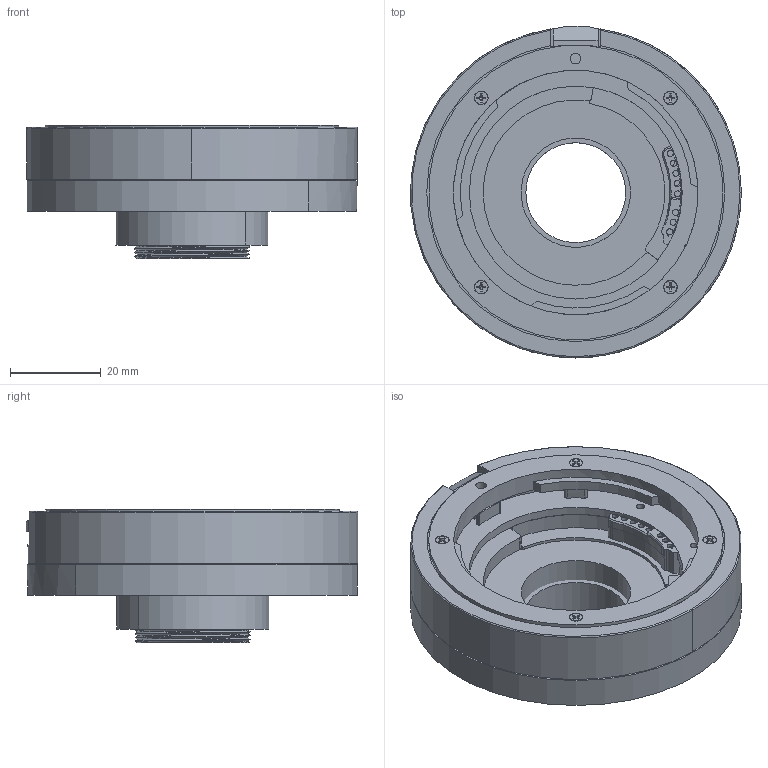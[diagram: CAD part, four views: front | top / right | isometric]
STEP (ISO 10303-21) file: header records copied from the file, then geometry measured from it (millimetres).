
FILE_DESCRIPTION(/* description */ ('Alibre Inc.'),/* implementation_level */ '2;1');
FILE_NAME(/* name */ 'export-71E600DD-028F-40C1-ADCB-F65A6E6A8D5C',/* time_stamp */ '2023-03-02T15:58:03-05:00',/* author */ (''),/* organization */ (''),/* preprocessor_version */ 'ST-DEVELOPER v17',/* originating_system */ 'Alibre',/* authorisation */ '');
FILE_SCHEMA (('CONFIG_CONTROL_DESIGN'));
Length unit declared in the file: inch
Bounding box: 72.9 x 73.25 x 29.47 mm (x, y, z)
Volume: 43965.7 mm3; surface area: 31939.3 mm2
Topology: 14 solids, 14 shells, 1432 faces, 4152 edges, 2755 vertices
Faces by surface type: cylinder 926, plane 271, cone 193, bspline 39, torus 3
Full cylindrical faces by diameter (mm): 1.094 x184, 1.181 x4, 1.727 x4, 2.337 x1, 2.667 x1, 3.048 x4, 22.047 x1, 54 x1, 56 x1, 63.449 x1, 65.024 x1
Entity records: 36760 total; most frequent: CARTESIAN_POINT 19200, ORIENTED_EDGE 4020, DIRECTION 2828, EDGE_CURVE 2010, VERTEX_POINT 1336, AXIS2_PLACEMENT_3D 1114, EDGE_LOOP 786, FACE_BOUND 786
